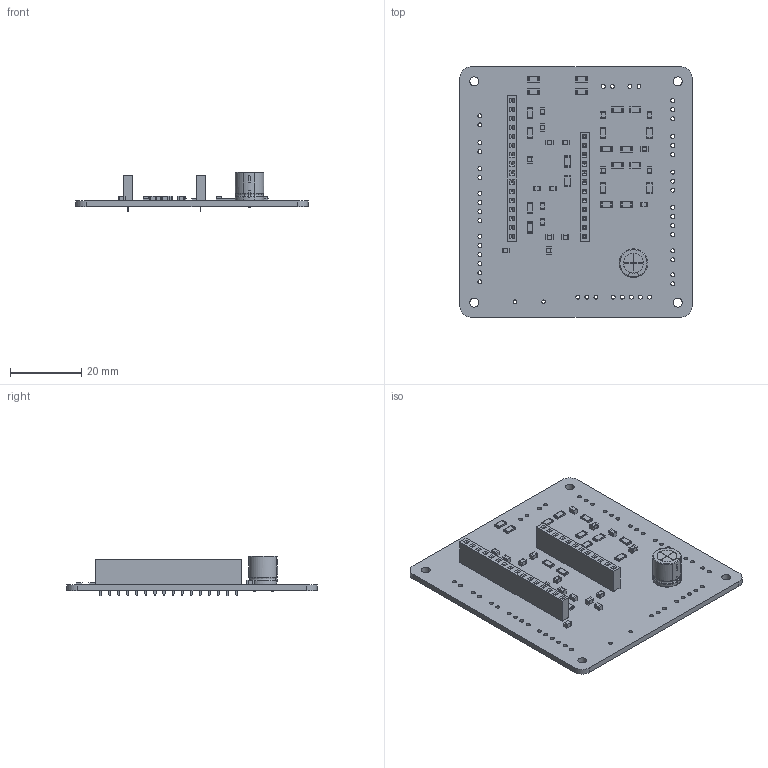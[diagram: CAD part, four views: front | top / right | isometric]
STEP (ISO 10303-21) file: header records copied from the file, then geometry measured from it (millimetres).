
FILE_DESCRIPTION(('KiCad electronic assembly'),'2;1');
FILE_NAME('Cymatics.step','2025-03-05T11:10:30',('Pcbnew'),('Kicad'), 'Open CASCADE STEP processor 7.8','KiCad to STEP converter','Unknown' );
FILE_SCHEMA(('AUTOMOTIVE_DESIGN { 1 0 10303 214 1 1 1 1 }'));
Length unit declared in the file: millimetre
Products named in the file (12): Cymatics 1; R_1206_3216Metric; C_0805_2012Metric; PinSocket_1x12_P2.54mm_Vertical; PinSocket_1x12_P254mm_Vertical; CP_Radial_D8.0mm_P5.00mm; CP_Radial_D80mm_P500mm; PinSocket_1x16_P2.54mm_Vertical; PinSocket_1x16_P254mm_Vertical; Cymatics_PCB
Assembly tree (50 placements, depth 3):
  Cymatics 1
    R_1206_3216Metric  x22
      R_1206_3216Metric
    C_0805_2012Metric  x19
      C_0805_2012Metric
    PinSocket_1x12_P2.54mm_Vertical
      PinSocket_1x12_P254mm_Vertical
    CP_Radial_D8.0mm_P5.00mm
      CP_Radial_D80mm_P500mm
    PinSocket_1x16_P2.54mm_Vertical
      PinSocket_1x16_P254mm_Vertical
    Cymatics_PCB
Bounding box: 65 x 70 x 11.1 mm (x, y, z)
Volume: 8819.3 mm3; surface area: 12776.1 mm2
Topology: 45 solids, 46 shells, 2137 faces, 5553 edges, 3633 vertices
Faces by surface type: plane 1617, cylinder 504, bspline 8, revolution 6, torus 2
Full cylindrical faces by diameter (mm): 0.5 x2, 0.8 x2, 1 x30, 1.1 x45, 2.5 x4
Entity records: 41317 total; most frequent: CARTESIAN_POINT 6741, ORIENTED_EDGE 5658, DIRECTION 5311, EDGE_CURVE 2829, LINE 2535, VECTOR 2535, VERTEX_POINT 1845, AXIS2_PLACEMENT_3D 1385
